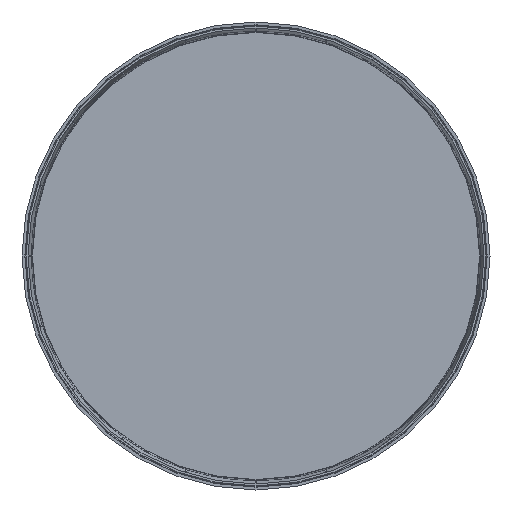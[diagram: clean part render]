
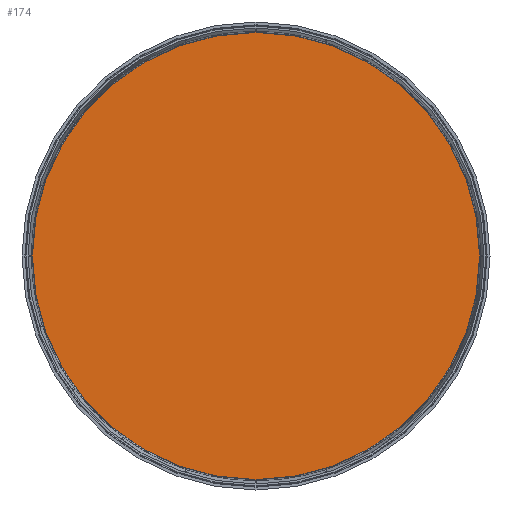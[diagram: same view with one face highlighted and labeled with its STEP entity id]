
A CAD part, front view. The second image highlights one B-rep face of the part: STEP entity #174.
In plain terms, the highlighted free-form (B-spline) face has degree [1, 1] with [2, 2] control points.
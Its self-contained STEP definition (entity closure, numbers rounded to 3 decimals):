
#174=ADVANCED_FACE('',(#424),#425,.T.);
#424=FACE_OUTER_BOUND('',#765,.T.);
#425=B_SPLINE_SURFACE_WITH_KNOTS('',1,1,((#766,#767),(#768,#769)),.UNSPECIFIED.,.F.,.F.,.F.,(2,2),(2,2),(-0.137,0.137),(-0.137,0.137),.UNSPECIFIED.);
#765=EDGE_LOOP('',(#1584));
#766=CARTESIAN_POINT('',(-137.388,0.0,137.388));
#767=CARTESIAN_POINT('',(137.388,0.0,137.388));
#768=CARTESIAN_POINT('',(-137.388,0.0,-137.388));
#769=CARTESIAN_POINT('',(137.388,0.0,-137.388));
#1584=ORIENTED_EDGE('',*,*,#2551,.T.);
#2551=EDGE_CURVE('',#3184,#3184,#3185,.T.);
#3184=VERTEX_POINT('',#4517);
#3185=CIRCLE('',#4518,135.541);
#4517=CARTESIAN_POINT('',(-135.541,0.,0.));
#4518=AXIS2_PLACEMENT_3D('',#5296,#5297,#5298);
#5296=CARTESIAN_POINT('',(0.0,0.,0.));
#5297=DIRECTION('',(0.0,-1.0,0.));
#5298=DIRECTION('',(-1.0,0.0,0.0));
